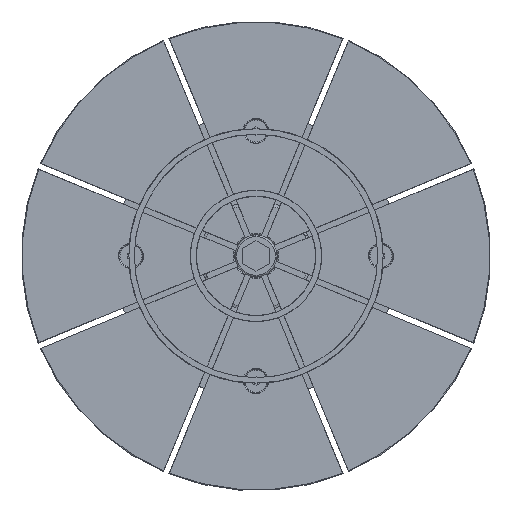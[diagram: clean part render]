
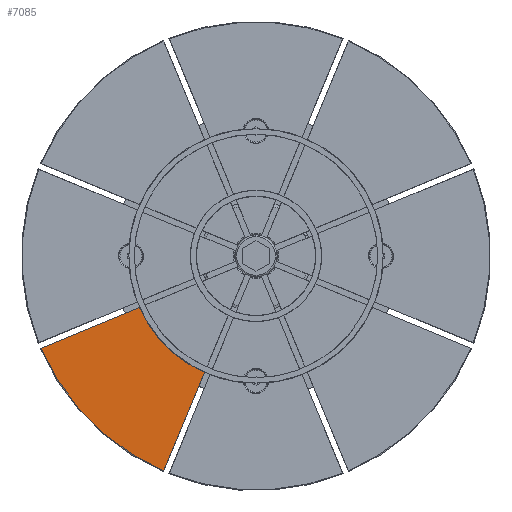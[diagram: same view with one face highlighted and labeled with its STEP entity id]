
A CAD part, top view. The second image highlights one B-rep face of the part: STEP entity #7085.
In plain terms, the highlighted planar face has unit normal (0, 0, 1).
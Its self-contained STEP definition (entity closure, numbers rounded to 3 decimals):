
#315 = CIRCLE ( 'NONE', #1520, 67.945 ) ;
#632 = LINE ( 'NONE', #9848, #4876 ) ;
#804 = DIRECTION ( 'NONE',  ( 0., 0., 1. ) ) ;
#810 = CARTESIAN_POINT ( 'NONE',  ( -27.461, -62.148, 45.466 ) ) ;
#830 = VERTEX_POINT ( 'NONE', #8390 ) ;
#875 = PLANE ( 'NONE',  #3691 ) ;
#900 = VERTEX_POINT ( 'NONE', #6920 ) ;
#1106 = VERTEX_POINT ( 'NONE', #2994 ) ;
#1520 = AXIS2_PLACEMENT_3D ( 'NONE', #6473, #804, #4135 ) ;
#1865 = DIRECTION ( 'NONE',  ( -0.383, -0.924, 0. ) ) ;
#2365 = DIRECTION ( 'NONE',  ( 0.924, 0.383, 0. ) ) ;
#2506 = CARTESIAN_POINT ( 'NONE',  ( -47.872, 115.573, 45.466 ) ) ;
#2587 = EDGE_LOOP ( 'NONE', ( #2924, #3617, #10443, #8249 ) ) ;
#2634 = CIRCLE ( 'NONE', #3858, 124.714 ) ;
#2924 = ORIENTED_EDGE ( 'NONE', *, *, #3436, .F. ) ;
#2994 = CARTESIAN_POINT ( 'NONE',  ( -62.148, -27.461, 45.466 ) ) ;
#3222 = DIRECTION ( 'NONE',  ( 0.924, 0.383, 0. ) ) ;
#3436 = EDGE_CURVE ( 'NONE', #1106, #7436, #315, .T. ) ;
#3617 = ORIENTED_EDGE ( 'NONE', *, *, #5192, .F. ) ;
#3675 = CARTESIAN_POINT ( 'NONE',  ( -49.338, -114.965, 45.466 ) ) ;
#3691 = AXIS2_PLACEMENT_3D ( 'NONE', #2506, #5837, #9164 ) ;
#3858 = AXIS2_PLACEMENT_3D ( 'NONE', #7303, #8171, #3222 ) ;
#4135 = DIRECTION ( 'NONE',  ( 0.924, 0.383, 0. ) ) ;
#4238 = VECTOR ( 'NONE', #1865, 1000. ) ;
#4876 = VECTOR ( 'NONE', #2365, 1000. ) ;
#5192 = EDGE_CURVE ( 'NONE', #900, #1106, #632, .T. ) ;
#5837 = DIRECTION ( 'NONE',  ( 0., 0., 1. ) ) ;
#6473 = CARTESIAN_POINT ( 'NONE',  ( 0., 0., 45.466 ) ) ;
#6855 = EDGE_CURVE ( 'NONE', #900, #830, #2634, .T. ) ;
#6920 = CARTESIAN_POINT ( 'NONE',  ( -114.604, -49.189, 45.466 ) ) ;
#7085 = ADVANCED_FACE ( 'NONE', ( #9977 ), #875, .T. ) ;
#7303 = CARTESIAN_POINT ( 'NONE',  ( 0., 0., 45.466 ) ) ;
#7436 = VERTEX_POINT ( 'NONE', #810 ) ;
#7695 = LINE ( 'NONE', #3675, #4238 ) ;
#8171 = DIRECTION ( 'NONE',  ( 0., 0., 1. ) ) ;
#8249 = ORIENTED_EDGE ( 'NONE', *, *, #9661, .F. ) ;
#8390 = CARTESIAN_POINT ( 'NONE',  ( -49.189, -114.604, 45.466 ) ) ;
#9164 = DIRECTION ( 'NONE',  ( 0.924, 0.383, 0. ) ) ;
#9661 = EDGE_CURVE ( 'NONE', #7436, #830, #7695, .T. ) ;
#9848 = CARTESIAN_POINT ( 'NONE',  ( -114.965, -49.338, 45.466 ) ) ;
#9977 = FACE_OUTER_BOUND ( 'NONE', #2587, .T. ) ;
#10443 = ORIENTED_EDGE ( 'NONE', *, *, #6855, .T. ) ;
